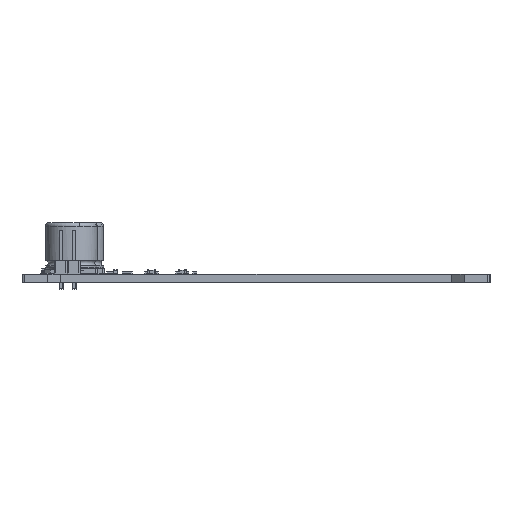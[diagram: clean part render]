
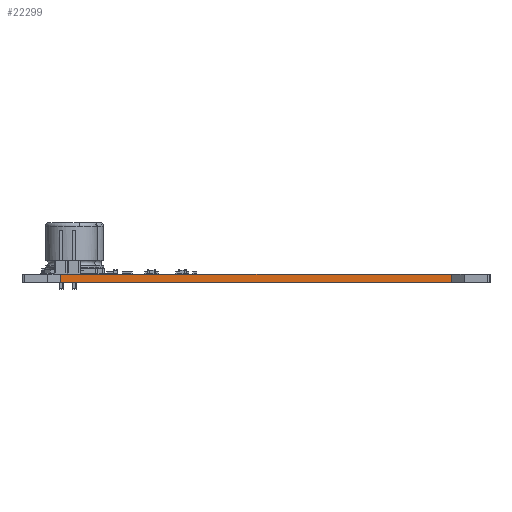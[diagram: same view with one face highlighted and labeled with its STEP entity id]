
A CAD part, left-side view. The second image highlights one B-rep face of the part: STEP entity #22299.
In plain terms, the highlighted planar face has unit normal (-1, 0, 0).
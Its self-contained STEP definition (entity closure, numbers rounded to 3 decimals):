
#22299 = ADVANCED_FACE('',(#22300),#22314,.F.);
#22300 = FACE_BOUND('',#22301,.F.);
#22301 = EDGE_LOOP('',(#22302,#22337,#22365,#22393));
#22302 = ORIENTED_EDGE('',*,*,#22303,.T.);
#22303 = EDGE_CURVE('',#22304,#22306,#22308,.T.);
#22304 = VERTEX_POINT('',#22305);
#22305 = CARTESIAN_POINT('',(61.782,-53.897,0.));
#22306 = VERTEX_POINT('',#22307);
#22307 = CARTESIAN_POINT('',(61.782,-53.897,1.6));
#22308 = SURFACE_CURVE('',#22309,(#22313,#22325),.PCURVE_S1.);
#22309 = LINE('',#22310,#22311);
#22310 = CARTESIAN_POINT('',(61.782,-53.897,0.));
#22311 = VECTOR('',#22312,1.);
#22312 = DIRECTION('',(0.,0.,1.));
#22313 = PCURVE('',#22314,#22319);
#22314 = PLANE('',#22315);
#22315 = AXIS2_PLACEMENT_3D('',#22316,#22317,#22318);
#22316 = CARTESIAN_POINT('',(61.782,-53.897,0.));
#22317 = DIRECTION('',(1.,0.,-0.));
#22318 = DIRECTION('',(0.,-1.,0.));
#22319 = DEFINITIONAL_REPRESENTATION('',(#22320),#22324);
#22320 = LINE('',#22321,#22322);
#22321 = CARTESIAN_POINT('',(0.,0.));
#22322 = VECTOR('',#22323,1.);
#22323 = DIRECTION('',(0.,-1.));
#22324 = ( GEOMETRIC_REPRESENTATION_CONTEXT(2) 
PARAMETRIC_REPRESENTATION_CONTEXT() REPRESENTATION_CONTEXT('2D SPACE',''
  ) );
#22325 = PCURVE('',#22326,#22331);
#22326 = PLANE('',#22327);
#22327 = AXIS2_PLACEMENT_3D('',#22328,#22329,#22330);
#22328 = CARTESIAN_POINT('',(59.282,-51.397,0.));
#22329 = DIRECTION('',(0.707,0.707,-0.));
#22330 = DIRECTION('',(0.707,-0.707,0.));
#22331 = DEFINITIONAL_REPRESENTATION('',(#22332),#22336);
#22332 = LINE('',#22333,#22334);
#22333 = CARTESIAN_POINT('',(3.536,0.));
#22334 = VECTOR('',#22335,1.);
#22335 = DIRECTION('',(0.,-1.));
#22336 = ( GEOMETRIC_REPRESENTATION_CONTEXT(2) 
PARAMETRIC_REPRESENTATION_CONTEXT() REPRESENTATION_CONTEXT('2D SPACE',''
  ) );
#22337 = ORIENTED_EDGE('',*,*,#22338,.T.);
#22338 = EDGE_CURVE('',#22306,#22339,#22341,.T.);
#22339 = VERTEX_POINT('',#22340);
#22340 = CARTESIAN_POINT('',(61.782,-129.897,1.6));
#22341 = SURFACE_CURVE('',#22342,(#22346,#22353),.PCURVE_S1.);
#22342 = LINE('',#22343,#22344);
#22343 = CARTESIAN_POINT('',(61.782,-53.897,1.6));
#22344 = VECTOR('',#22345,1.);
#22345 = DIRECTION('',(0.,-1.,0.));
#22346 = PCURVE('',#22314,#22347);
#22347 = DEFINITIONAL_REPRESENTATION('',(#22348),#22352);
#22348 = LINE('',#22349,#22350);
#22349 = CARTESIAN_POINT('',(0.,-1.6));
#22350 = VECTOR('',#22351,1.);
#22351 = DIRECTION('',(1.,0.));
#22352 = ( GEOMETRIC_REPRESENTATION_CONTEXT(2) 
PARAMETRIC_REPRESENTATION_CONTEXT() REPRESENTATION_CONTEXT('2D SPACE',''
  ) );
#22353 = PCURVE('',#22354,#22359);
#22354 = PLANE('',#22355);
#22355 = AXIS2_PLACEMENT_3D('',#22356,#22357,#22358);
#22356 = CARTESIAN_POINT('',(129.816,-91.897,1.6));
#22357 = DIRECTION('',(0.,0.,1.));
#22358 = DIRECTION('',(1.,0.,-0.));
#22359 = DEFINITIONAL_REPRESENTATION('',(#22360),#22364);
#22360 = LINE('',#22361,#22362);
#22361 = CARTESIAN_POINT('',(-68.034,38.));
#22362 = VECTOR('',#22363,1.);
#22363 = DIRECTION('',(0.,-1.));
#22364 = ( GEOMETRIC_REPRESENTATION_CONTEXT(2) 
PARAMETRIC_REPRESENTATION_CONTEXT() REPRESENTATION_CONTEXT('2D SPACE',''
  ) );
#22365 = ORIENTED_EDGE('',*,*,#22366,.F.);
#22366 = EDGE_CURVE('',#22367,#22339,#22369,.T.);
#22367 = VERTEX_POINT('',#22368);
#22368 = CARTESIAN_POINT('',(61.782,-129.897,0.));
#22369 = SURFACE_CURVE('',#22370,(#22374,#22381),.PCURVE_S1.);
#22370 = LINE('',#22371,#22372);
#22371 = CARTESIAN_POINT('',(61.782,-129.897,0.));
#22372 = VECTOR('',#22373,1.);
#22373 = DIRECTION('',(0.,0.,1.));
#22374 = PCURVE('',#22314,#22375);
#22375 = DEFINITIONAL_REPRESENTATION('',(#22376),#22380);
#22376 = LINE('',#22377,#22378);
#22377 = CARTESIAN_POINT('',(76.,0.));
#22378 = VECTOR('',#22379,1.);
#22379 = DIRECTION('',(0.,-1.));
#22380 = ( GEOMETRIC_REPRESENTATION_CONTEXT(2) 
PARAMETRIC_REPRESENTATION_CONTEXT() REPRESENTATION_CONTEXT('2D SPACE',''
  ) );
#22381 = PCURVE('',#22382,#22387);
#22382 = PLANE('',#22383);
#22383 = AXIS2_PLACEMENT_3D('',#22384,#22385,#22386);
#22384 = CARTESIAN_POINT('',(61.782,-129.897,0.));
#22385 = DIRECTION('',(0.707,-0.707,0.));
#22386 = DIRECTION('',(-0.707,-0.707,0.));
#22387 = DEFINITIONAL_REPRESENTATION('',(#22388),#22392);
#22388 = LINE('',#22389,#22390);
#22389 = CARTESIAN_POINT('',(0.,0.));
#22390 = VECTOR('',#22391,1.);
#22391 = DIRECTION('',(0.,-1.));
#22392 = ( GEOMETRIC_REPRESENTATION_CONTEXT(2) 
PARAMETRIC_REPRESENTATION_CONTEXT() REPRESENTATION_CONTEXT('2D SPACE',''
  ) );
#22393 = ORIENTED_EDGE('',*,*,#22394,.F.);
#22394 = EDGE_CURVE('',#22304,#22367,#22395,.T.);
#22395 = SURFACE_CURVE('',#22396,(#22400,#22407),.PCURVE_S1.);
#22396 = LINE('',#22397,#22398);
#22397 = CARTESIAN_POINT('',(61.782,-53.897,0.));
#22398 = VECTOR('',#22399,1.);
#22399 = DIRECTION('',(0.,-1.,0.));
#22400 = PCURVE('',#22314,#22401);
#22401 = DEFINITIONAL_REPRESENTATION('',(#22402),#22406);
#22402 = LINE('',#22403,#22404);
#22403 = CARTESIAN_POINT('',(0.,0.));
#22404 = VECTOR('',#22405,1.);
#22405 = DIRECTION('',(1.,0.));
#22406 = ( GEOMETRIC_REPRESENTATION_CONTEXT(2) 
PARAMETRIC_REPRESENTATION_CONTEXT() REPRESENTATION_CONTEXT('2D SPACE',''
  ) );
#22407 = PCURVE('',#22408,#22413);
#22408 = PLANE('',#22409);
#22409 = AXIS2_PLACEMENT_3D('',#22410,#22411,#22412);
#22410 = CARTESIAN_POINT('',(129.816,-91.897,0.));
#22411 = DIRECTION('',(0.,0.,1.));
#22412 = DIRECTION('',(1.,0.,-0.));
#22413 = DEFINITIONAL_REPRESENTATION('',(#22414),#22418);
#22414 = LINE('',#22415,#22416);
#22415 = CARTESIAN_POINT('',(-68.034,38.));
#22416 = VECTOR('',#22417,1.);
#22417 = DIRECTION('',(0.,-1.));
#22418 = ( GEOMETRIC_REPRESENTATION_CONTEXT(2) 
PARAMETRIC_REPRESENTATION_CONTEXT() REPRESENTATION_CONTEXT('2D SPACE',''
  ) );
